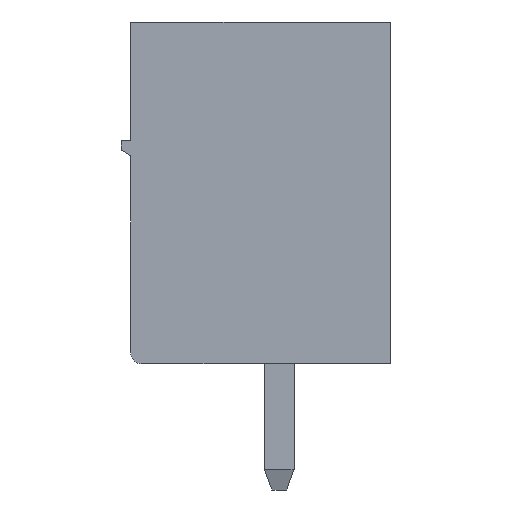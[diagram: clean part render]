
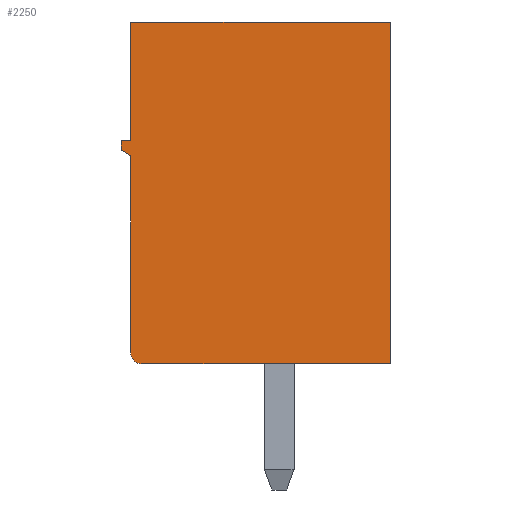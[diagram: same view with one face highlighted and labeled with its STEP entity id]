
A CAD part, left-side view. The second image highlights one B-rep face of the part: STEP entity #2250.
In plain terms, the highlighted planar face has unit normal (-1, 0, 0).
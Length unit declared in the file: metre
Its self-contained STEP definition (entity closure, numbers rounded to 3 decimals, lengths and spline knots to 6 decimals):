
#2250=ADVANCED_FACE('',(#5542),#5543,.T.);
#5542=FACE_OUTER_BOUND('',#9890,.T.);
#5543=PLANE('',#9891);
#9890=EDGE_LOOP('',(#17136,#17137,#17138,#17139,#17140,#17141,#17142,#17143,#17144));
#9891=AXIS2_PLACEMENT_3D('',#17145,#17146,#17147);
#17136=ORIENTED_EDGE('',*,*,#25835,.F.);
#17137=ORIENTED_EDGE('',*,*,#25839,.F.);
#17138=ORIENTED_EDGE('',*,*,#25843,.F.);
#17139=ORIENTED_EDGE('',*,*,#25847,.F.);
#17140=ORIENTED_EDGE('',*,*,#25851,.T.);
#17141=ORIENTED_EDGE('',*,*,#26485,.T.);
#17142=ORIENTED_EDGE('',*,*,#26301,.T.);
#17143=ORIENTED_EDGE('',*,*,#25869,.T.);
#17144=ORIENTED_EDGE('',*,*,#25831,.F.);
#17145=CARTESIAN_POINT('',(-1.087027,0.01036,-0.008267));
#17146=DIRECTION('',(-1.0,0.,0.0));
#17147=DIRECTION('',(0.,-1.0,0.0));
#25831=EDGE_CURVE('',#30853,#30849,#30855,.T.);
#25835=EDGE_CURVE('',#30859,#30853,#30861,.T.);
#25839=EDGE_CURVE('',#30865,#30859,#30867,.T.);
#25843=EDGE_CURVE('',#30871,#30865,#30873,.T.);
#25847=EDGE_CURVE('',#30877,#30871,#30879,.T.);
#25851=EDGE_CURVE('',#30877,#30883,#30885,.T.);
#25869=EDGE_CURVE('',#30916,#30849,#30919,.T.);
#26301=EDGE_CURVE('',#31781,#30916,#31782,.T.);
#26485=EDGE_CURVE('',#30883,#31781,#32105,.T.);
#30849=VERTEX_POINT('',#38166);
#30853=VERTEX_POINT('',#38172);
#30855=LINE('',#38175,#38176);
#30859=VERTEX_POINT('',#38181);
#30861=LINE('',#38184,#38185);
#30865=VERTEX_POINT('',#38190);
#30867=LINE('',#38193,#38194);
#30871=VERTEX_POINT('',#38199);
#30873=LINE('',#38202,#38203);
#30877=VERTEX_POINT('',#38208);
#30879=LINE('',#38211,#38212);
#30883=VERTEX_POINT('',#38216);
#30885=CIRCLE('',#38219,0.0003);
#30916=VERTEX_POINT('',#38263);
#30919=LINE('',#38268,#38269);
#31781=VERTEX_POINT('',#39526);
#31782=LINE('',#39527,#39528);
#32105=LINE('',#40027,#40028);
#38166=CARTESIAN_POINT('',(-1.087027,0.01086,0.000933));
#38172=CARTESIAN_POINT('',(-1.087027,0.01086,-0.002267));
#38175=CARTESIAN_POINT('',(-1.087027,0.01086,-0.008267));
#38176=VECTOR('',#48967,1.0);
#38181=CARTESIAN_POINT('',(-1.087027,0.01111,-0.002267));
#38184=CARTESIAN_POINT('',(-1.087027,0.01036,-0.002267));
#38185=VECTOR('',#48970,1.0);
#38190=CARTESIAN_POINT('',(-1.087027,0.01111,-0.002517));
#38193=CARTESIAN_POINT('',(-1.087027,0.01111,-0.008267));
#38194=VECTOR('',#48973,1.0);
#38199=CARTESIAN_POINT('',(-1.087027,0.01086,-0.002667));
#38202=CARTESIAN_POINT('',(-1.087027,0.008021,-0.00437));
#38203=VECTOR('',#48976,1.0);
#38208=CARTESIAN_POINT('',(-1.087027,0.01086,-0.007967));
#38211=CARTESIAN_POINT('',(-1.087027,0.01086,-0.008267));
#38212=VECTOR('',#48979,1.0);
#38216=CARTESIAN_POINT('',(-1.087027,0.01056,-0.008267));
#38219=AXIS2_PLACEMENT_3D('',#48984,#48985,#48986);
#38263=CARTESIAN_POINT('',(-1.087027,0.00386,0.000933));
#38268=CARTESIAN_POINT('',(-1.087027,0.01036,0.000933));
#38269=VECTOR('',#49005,1.0);
#39526=CARTESIAN_POINT('',(-1.087027,0.00386,-0.008267));
#39527=CARTESIAN_POINT('',(-1.087027,0.00386,-0.008267));
#39528=VECTOR('',#49506,1.0);
#40027=CARTESIAN_POINT('',(-1.087027,0.01036,-0.008267));
#40028=VECTOR('',#49701,1.0);
#48967=DIRECTION('',(0.,0.,1.0));
#48970=DIRECTION('',(0.,-1.0,0.));
#48973=DIRECTION('',(0.,0.,1.0));
#48976=DIRECTION('',(0.,0.857,0.514));
#48979=DIRECTION('',(0.,0.,1.0));
#48984=CARTESIAN_POINT('',(-1.087027,0.01056,-0.007967));
#48985=DIRECTION('',(-1.0,0.,0.0));
#48986=DIRECTION('',(0.,-1.0,0.0));
#49005=DIRECTION('',(0.,1.0,-0.0));
#49506=DIRECTION('',(0.0,0.0,1.0));
#49701=DIRECTION('',(0.,-1.0,0.0));
